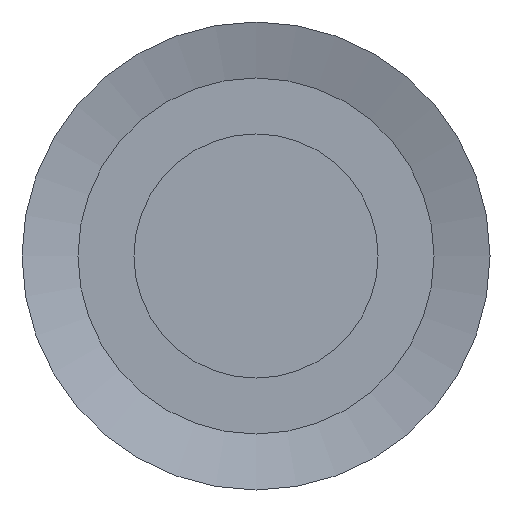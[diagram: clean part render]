
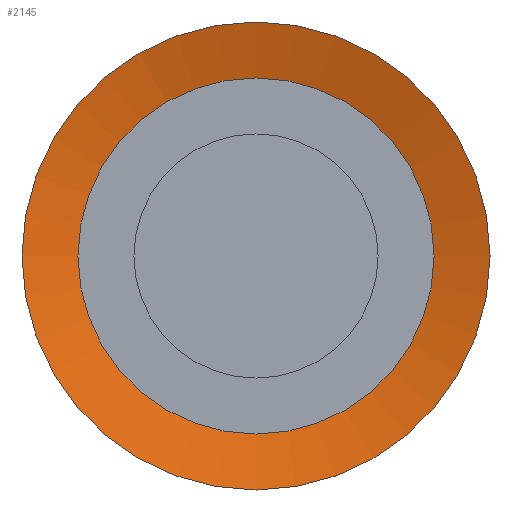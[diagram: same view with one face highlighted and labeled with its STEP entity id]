
A CAD part, left-side view. The second image highlights one B-rep face of the part: STEP entity #2145.
In plain terms, the highlighted conical face has half-angle 75 degrees and reference radius 11.5 mm.
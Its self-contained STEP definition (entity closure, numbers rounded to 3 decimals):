
#89=CONICAL_SURFACE('',#2270,11.5,1.309);
#93=VECTOR('',#2565,1.);
#253=LINE('',#3256,#93);
#497=VERTEX_POINT('',#3235);
#498=VERTEX_POINT('',#3236);
#504=VERTEX_POINT('',#3252);
#505=VERTEX_POINT('',#3254);
#723=CIRCLE('',#2261,8.75);
#727=CIRCLE('',#2269,11.5);
#879=EDGE_CURVE('',#497,#498,#723,.T.);
#880=EDGE_CURVE('',#498,#497,#723,.T.);
#889=EDGE_CURVE('',#504,#505,#727,.T.);
#890=EDGE_CURVE('',#505,#504,#727,.T.);
#891=EDGE_CURVE('',#505,#497,#253,.T.);
#1238=ORIENTED_EDGE('',*,*,#891,.F.);
#1239=ORIENTED_EDGE('',*,*,#889,.F.);
#1240=ORIENTED_EDGE('',*,*,#890,.F.);
#1241=ORIENTED_EDGE('',*,*,#891,.T.);
#1242=ORIENTED_EDGE('',*,*,#879,.T.);
#1243=ORIENTED_EDGE('',*,*,#880,.T.);
#1899=EDGE_LOOP('',(#1238,#1239,#1240,#1241,#1242,#1243));
#2023=FACE_BOUND('',#1899,.T.);
#2145=ADVANCED_FACE('',(#2023),#89,.F.);
#2261=AXIS2_PLACEMENT_3D('',#3234,#2543,#2544);
#2269=AXIS2_PLACEMENT_3D('',#3253,#2561,#2562);
#2270=AXIS2_PLACEMENT_3D('',#3255,#2563,#2564);
#2543=DIRECTION('',(0.,-1.,0.));
#2544=DIRECTION('',(0.,0.,-8.75));
#2561=DIRECTION('',(0.,-1.,0.));
#2562=DIRECTION('',(0.,0.,-11.5));
#2563=DIRECTION('',(0.,1.,0.));
#2564=DIRECTION('',(0.,0.,11.5));
#2565=DIRECTION('',(0.,-0.259,-0.966));
#3234=CARTESIAN_POINT('',(0.,1.,0.));
#3235=CARTESIAN_POINT('',(0.,1.,8.75));
#3236=CARTESIAN_POINT('',(0.,1.,-8.75));
#3252=CARTESIAN_POINT('',(0.,1.737,-11.5));
#3253=CARTESIAN_POINT('',(0.,1.737,0.));
#3254=CARTESIAN_POINT('',(0.,1.737,11.5));
#3255=CARTESIAN_POINT('',(0.,1.737,0.));
#3256=CARTESIAN_POINT('',(0.,0.926,8.475));
